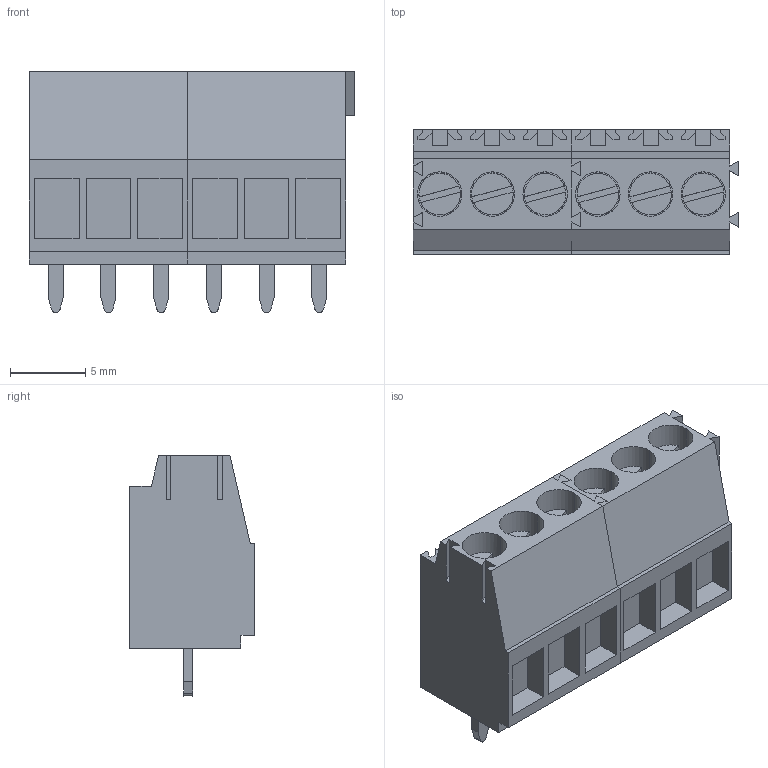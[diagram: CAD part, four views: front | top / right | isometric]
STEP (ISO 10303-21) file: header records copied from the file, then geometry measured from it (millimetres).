
FILE_DESCRIPTION(('CATIA V5 STEP Exchange','CAx-IF Rec.Pracs.--- Model Styling and Organization---1.2---2011-12-15'),'2;1');
FILE_NAME ('D1457374_0_1845050000_1845050000.stp','2018-03-12T10:48:26+00:00',('none'),('Weidmueller'),'CATIA Version 5-6 Release 2014','CATIA V5 STEP AP214','none');
FILE_SCHEMA(('AUTOMOTIVE_DESIGN { 1 0 10303 214 1 1 1 1 }'));
Length unit declared in the file: millimetre
Products named in the file (1): 1845050000
Bounding box: 21.6 x 8.3 x 16 mm (x, y, z)
Volume: 1666.6 mm3; surface area: 2195.8 mm2
Topology: 14 solids, 14 shells, 362 faces, 948 edges, 632 vertices
Faces by surface type: plane 308, cylinder 54
Entity records: 10848 total; most frequent: CARTESIAN_POINT 1946, ORIENTED_EDGE 1896, DIRECTION 1525, EDGE_CURVE 948, VECTOR 816, LINE 816, VERTEX_POINT 632, AXIS2_PLACEMENT_3D 417
